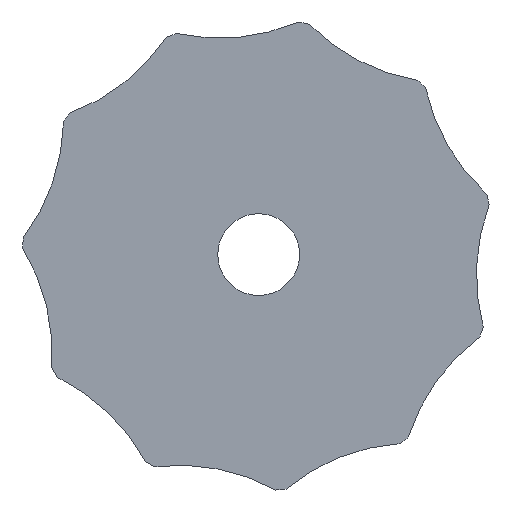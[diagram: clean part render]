
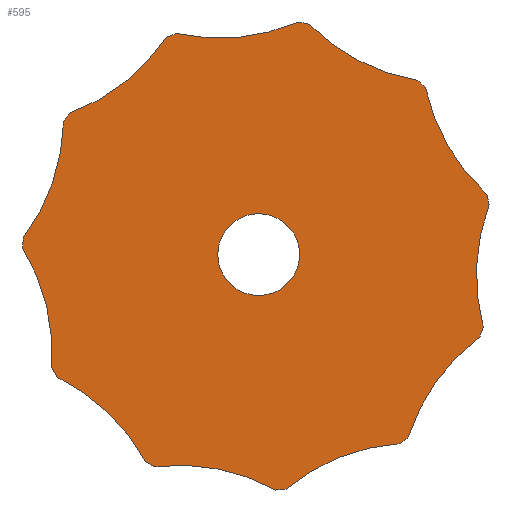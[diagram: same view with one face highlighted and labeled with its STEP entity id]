
A CAD part, front view. The second image highlights one B-rep face of the part: STEP entity #595.
In plain terms, the highlighted planar face has unit normal (0, -1, 0).
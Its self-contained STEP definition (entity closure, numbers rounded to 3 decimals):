
#40=FACE_BOUND('',#153,.T.);
#42=CIRCLE('',#628,6.5);
#43=CIRCLE('',#630,31.763);
#45=CIRCLE('',#633,37.5);
#47=CIRCLE('',#636,31.763);
#49=CIRCLE('',#639,37.5);
#51=CIRCLE('',#642,31.763);
#53=CIRCLE('',#645,37.5);
#55=CIRCLE('',#648,31.763);
#57=CIRCLE('',#651,37.5);
#59=CIRCLE('',#654,31.763);
#61=CIRCLE('',#657,37.5);
#63=CIRCLE('',#660,31.763);
#65=CIRCLE('',#663,37.5);
#67=CIRCLE('',#666,31.763);
#69=CIRCLE('',#669,37.5);
#71=CIRCLE('',#672,31.763);
#73=CIRCLE('',#675,37.5);
#75=CIRCLE('',#678,31.763);
#77=CIRCLE('',#681,37.5);
#79=CIRCLE('',#684,31.763);
#81=CIRCLE('',#687,37.5);
#83=CIRCLE('',#690,31.763);
#85=CIRCLE('',#693,37.5);
#118=FACE_OUTER_BOUND('',#152,.T.);
#152=EDGE_LOOP('',(#532,#533,#534,#535,#536,#537,#538,#539,#540,#541,#542,
#543,#544,#545,#546,#547,#548,#549,#550,#551,#552,#553));
#153=EDGE_LOOP('',(#554));
#249=VERTEX_POINT('',#937);
#250=VERTEX_POINT('',#941);
#251=VERTEX_POINT('',#942);
#254=VERTEX_POINT('',#950);
#256=VERTEX_POINT('',#956);
#258=VERTEX_POINT('',#962);
#260=VERTEX_POINT('',#968);
#262=VERTEX_POINT('',#974);
#264=VERTEX_POINT('',#980);
#266=VERTEX_POINT('',#986);
#268=VERTEX_POINT('',#992);
#270=VERTEX_POINT('',#998);
#272=VERTEX_POINT('',#1004);
#274=VERTEX_POINT('',#1010);
#276=VERTEX_POINT('',#1016);
#278=VERTEX_POINT('',#1022);
#280=VERTEX_POINT('',#1028);
#282=VERTEX_POINT('',#1034);
#284=VERTEX_POINT('',#1040);
#286=VERTEX_POINT('',#1046);
#288=VERTEX_POINT('',#1052);
#290=VERTEX_POINT('',#1058);
#292=VERTEX_POINT('',#1064);
#314=EDGE_CURVE('',#249,#249,#42,.T.);
#315=EDGE_CURVE('',#250,#251,#43,.T.);
#319=EDGE_CURVE('',#254,#250,#45,.T.);
#322=EDGE_CURVE('',#256,#254,#47,.T.);
#325=EDGE_CURVE('',#258,#256,#49,.T.);
#328=EDGE_CURVE('',#260,#258,#51,.T.);
#331=EDGE_CURVE('',#262,#260,#53,.T.);
#334=EDGE_CURVE('',#264,#262,#55,.T.);
#337=EDGE_CURVE('',#266,#264,#57,.T.);
#340=EDGE_CURVE('',#268,#266,#59,.T.);
#343=EDGE_CURVE('',#270,#268,#61,.T.);
#346=EDGE_CURVE('',#272,#270,#63,.T.);
#349=EDGE_CURVE('',#274,#272,#65,.T.);
#352=EDGE_CURVE('',#276,#274,#67,.T.);
#355=EDGE_CURVE('',#278,#276,#69,.T.);
#358=EDGE_CURVE('',#280,#278,#71,.T.);
#361=EDGE_CURVE('',#282,#280,#73,.T.);
#364=EDGE_CURVE('',#284,#282,#75,.T.);
#367=EDGE_CURVE('',#286,#284,#77,.T.);
#370=EDGE_CURVE('',#288,#286,#79,.T.);
#373=EDGE_CURVE('',#290,#288,#81,.T.);
#376=EDGE_CURVE('',#292,#290,#83,.T.);
#379=EDGE_CURVE('',#251,#292,#85,.T.);
#532=ORIENTED_EDGE('',*,*,#379,.F.);
#533=ORIENTED_EDGE('',*,*,#315,.F.);
#534=ORIENTED_EDGE('',*,*,#319,.F.);
#535=ORIENTED_EDGE('',*,*,#322,.F.);
#536=ORIENTED_EDGE('',*,*,#325,.F.);
#537=ORIENTED_EDGE('',*,*,#328,.F.);
#538=ORIENTED_EDGE('',*,*,#331,.F.);
#539=ORIENTED_EDGE('',*,*,#334,.F.);
#540=ORIENTED_EDGE('',*,*,#337,.F.);
#541=ORIENTED_EDGE('',*,*,#340,.F.);
#542=ORIENTED_EDGE('',*,*,#343,.F.);
#543=ORIENTED_EDGE('',*,*,#346,.F.);
#544=ORIENTED_EDGE('',*,*,#349,.F.);
#545=ORIENTED_EDGE('',*,*,#352,.F.);
#546=ORIENTED_EDGE('',*,*,#355,.F.);
#547=ORIENTED_EDGE('',*,*,#358,.F.);
#548=ORIENTED_EDGE('',*,*,#361,.F.);
#549=ORIENTED_EDGE('',*,*,#364,.F.);
#550=ORIENTED_EDGE('',*,*,#367,.F.);
#551=ORIENTED_EDGE('',*,*,#370,.F.);
#552=ORIENTED_EDGE('',*,*,#373,.F.);
#553=ORIENTED_EDGE('',*,*,#376,.F.);
#554=ORIENTED_EDGE('',*,*,#314,.T.);
#563=PLANE('',#696);
#595=ADVANCED_FACE('',(#118,#40),#563,.F.);
#628=AXIS2_PLACEMENT_3D('',#939,#736,#737);
#630=AXIS2_PLACEMENT_3D('',#943,#740,#741);
#633=AXIS2_PLACEMENT_3D('',#951,#748,#749);
#636=AXIS2_PLACEMENT_3D('',#957,#755,#756);
#639=AXIS2_PLACEMENT_3D('',#963,#762,#763);
#642=AXIS2_PLACEMENT_3D('',#969,#769,#770);
#645=AXIS2_PLACEMENT_3D('',#975,#776,#777);
#648=AXIS2_PLACEMENT_3D('',#981,#783,#784);
#651=AXIS2_PLACEMENT_3D('',#987,#790,#791);
#654=AXIS2_PLACEMENT_3D('',#993,#797,#798);
#657=AXIS2_PLACEMENT_3D('',#999,#804,#805);
#660=AXIS2_PLACEMENT_3D('',#1005,#811,#812);
#663=AXIS2_PLACEMENT_3D('',#1011,#818,#819);
#666=AXIS2_PLACEMENT_3D('',#1017,#825,#826);
#669=AXIS2_PLACEMENT_3D('',#1023,#832,#833);
#672=AXIS2_PLACEMENT_3D('',#1029,#839,#840);
#675=AXIS2_PLACEMENT_3D('',#1035,#846,#847);
#678=AXIS2_PLACEMENT_3D('',#1041,#853,#854);
#681=AXIS2_PLACEMENT_3D('',#1047,#860,#861);
#684=AXIS2_PLACEMENT_3D('',#1053,#867,#868);
#687=AXIS2_PLACEMENT_3D('',#1059,#874,#875);
#690=AXIS2_PLACEMENT_3D('',#1065,#881,#882);
#693=AXIS2_PLACEMENT_3D('',#1070,#888,#889);
#696=AXIS2_PLACEMENT_3D('',#1073,#894,#895);
#736=DIRECTION('center_axis',(0.,1.,0.));
#737=DIRECTION('ref_axis',(1.,0.,0.));
#740=DIRECTION('center_axis',(0.,-1.,0.));
#741=DIRECTION('ref_axis',(-0.436,0.,-0.9));
#748=DIRECTION('center_axis',(0.,1.,0.));
#749=DIRECTION('ref_axis',(-1.,0.,0.));
#755=DIRECTION('center_axis',(0.,-1.,0.));
#756=DIRECTION('ref_axis',(0.12,0.,-0.993));
#762=DIRECTION('center_axis',(0.,1.,0.));
#763=DIRECTION('ref_axis',(-1.,0.,0.));
#769=DIRECTION('center_axis',(0.,-1.,0.));
#770=DIRECTION('ref_axis',(0.638,0.,-0.77));
#776=DIRECTION('center_axis',(0.,1.,0.));
#777=DIRECTION('ref_axis',(-1.,0.,0.));
#783=DIRECTION('center_axis',(0.,-1.,0.));
#784=DIRECTION('ref_axis',(0.953,0.,-0.303));
#790=DIRECTION('center_axis',(0.,1.,0.));
#791=DIRECTION('ref_axis',(-1.,0.,0.));
#797=DIRECTION('center_axis',(0.,-1.,0.));
#798=DIRECTION('ref_axis',(0.966,0.,0.26));
#804=DIRECTION('center_axis',(0.,1.,0.));
#805=DIRECTION('ref_axis',(-1.,0.,0.));
#811=DIRECTION('center_axis',(0.,-1.,0.));
#812=DIRECTION('ref_axis',(0.672,0.,0.741));
#818=DIRECTION('center_axis',(0.,1.,0.));
#819=DIRECTION('ref_axis',(-1.,0.,0.));
#825=DIRECTION('center_axis',(0.,-1.,0.));
#826=DIRECTION('ref_axis',(0.165,0.,0.986));
#832=DIRECTION('center_axis',(0.,1.,0.));
#833=DIRECTION('ref_axis',(-1.,0.,0.));
#839=DIRECTION('center_axis',(0.,-1.,0.));
#840=DIRECTION('ref_axis',(-0.395,0.,0.919));
#846=DIRECTION('center_axis',(0.,1.,0.));
#847=DIRECTION('ref_axis',(-1.,0.,0.));
#853=DIRECTION('center_axis',(0.,-1.,0.));
#854=DIRECTION('ref_axis',(-0.829,0.,0.559));
#860=DIRECTION('center_axis',(0.,1.,0.));
#861=DIRECTION('ref_axis',(-1.,0.,0.));
#867=DIRECTION('center_axis',(0.,-1.,0.));
#868=DIRECTION('ref_axis',(-1.,0.,0.023));
#874=DIRECTION('center_axis',(0.,1.,0.));
#875=DIRECTION('ref_axis',(-1.,0.,0.));
#881=DIRECTION('center_axis',(0.,-1.,0.));
#882=DIRECTION('ref_axis',(-0.853,0.,-0.522));
#888=DIRECTION('center_axis',(0.,1.,0.));
#889=DIRECTION('ref_axis',(-1.,0.,0.));
#894=DIRECTION('center_axis',(0.,1.,0.));
#895=DIRECTION('ref_axis',(0.,0.,1.));
#937=CARTESIAN_POINT('',(-6.5,0.,0.));
#939=CARTESIAN_POINT('Origin',(0.,0.,0.));
#941=CARTESIAN_POINT('',(-17.977,0.,-32.91));
#942=CARTESIAN_POINT('',(-32.071,0.,-19.435));
#943=CARTESIAN_POINT('Origin',(-45.915,0.,-48.022));
#950=CARTESIAN_POINT('',(-16.473,0.,-33.688));
#951=CARTESIAN_POINT('Origin',(0.,0.,0.));
#956=CARTESIAN_POINT('',(2.67,0.,-37.405));
#957=CARTESIAN_POINT('Origin',(-12.663,0.,-65.222));
#962=CARTESIAN_POINT('',(4.356,0.,-37.246));
#963=CARTESIAN_POINT('Origin',(0.,0.,0.));
#968=CARTESIAN_POINT('',(22.469,0.,-30.023));
#969=CARTESIAN_POINT('Origin',(24.609,0.,-61.715));
#974=CARTESIAN_POINT('',(23.801,0.,-28.979));
#975=CARTESIAN_POINT('Origin',(0.,0.,0.));
#980=CARTESIAN_POINT('',(35.134,0.,-13.11));
#981=CARTESIAN_POINT('Origin',(54.068,0.,-38.613));
#986=CARTESIAN_POINT('',(35.69,0.,-11.511));
#987=CARTESIAN_POINT('Origin',(0.,0.,0.));
#992=CARTESIAN_POINT('',(36.644,0.,7.966));
#993=CARTESIAN_POINT('Origin',(66.361,0.,-3.252));
#998=CARTESIAN_POINT('',(36.247,0.,9.612));
#999=CARTESIAN_POINT('Origin',(0.,0.,0.));
#1004=CARTESIAN_POINT('',(26.52,0.,26.513));
#1005=CARTESIAN_POINT('Origin',(57.584,0.,33.142));
#1010=CARTESIAN_POINT('',(25.296,0.,27.683));
#1011=CARTESIAN_POINT('Origin',(0.,0.,0.));
#1016=CARTESIAN_POINT('',(7.976,0.,36.642));
#1017=CARTESIAN_POINT('Origin',(30.525,0.,59.013));
#1022=CARTESIAN_POINT('',(6.314,0.,36.965));
#1023=CARTESIAN_POINT('Origin',(0.,0.,0.));
#1028=CARTESIAN_POINT('',(-13.1,0.,35.137));
#1029=CARTESIAN_POINT('Origin',(-6.225,0.,66.148));
#1034=CARTESIAN_POINT('',(-14.673,0.,34.51));
#1035=CARTESIAN_POINT('Origin',(0.,0.,0.));
#1040=CARTESIAN_POINT('',(-30.017,0.,22.477));
#1041=CARTESIAN_POINT('Origin',(-40.999,0.,52.282));
#1046=CARTESIAN_POINT('',(-31.001,0.,21.099));
#1047=CARTESIAN_POINT('Origin',(0.,0.,0.));
#1052=CARTESIAN_POINT('',(-37.404,0.,2.681));
#1053=CARTESIAN_POINT('Origin',(-62.756,0.,21.816));
#1058=CARTESIAN_POINT('',(-37.487,0.,0.989));
#1059=CARTESIAN_POINT('Origin',(0.,0.,0.));
#1064=CARTESIAN_POINT('',(-32.916,0.,-17.967));
#1065=CARTESIAN_POINT('Origin',(-64.589,0.,-15.576));
#1070=CARTESIAN_POINT('Origin',(0.,0.,0.));
#1073=CARTESIAN_POINT('Origin',(-0.421,0.,-0.22));
